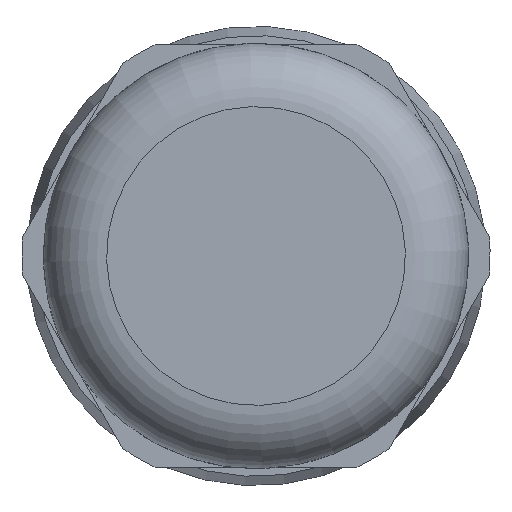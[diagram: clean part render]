
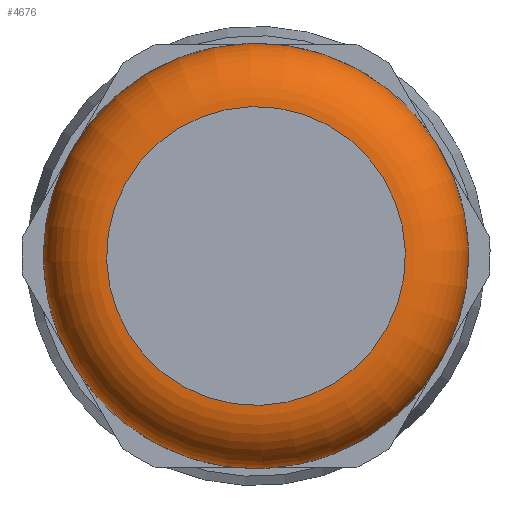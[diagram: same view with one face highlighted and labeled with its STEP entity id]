
A CAD part, left-side view. The second image highlights one B-rep face of the part: STEP entity #4676.
In plain terms, the highlighted toroidal (fillet/blend) face has major radius 6 mm and minor radius 2.535 mm.
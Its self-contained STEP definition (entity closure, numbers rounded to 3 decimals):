
#93=FACE_BOUND('',#973,.T.);
#372=CIRCLE('',#5099,8.535);
#373=CIRCLE('',#5100,6.);
#605=TOROIDAL_SURFACE('',#5098,6.,2.535);
#696=FACE_OUTER_BOUND('',#972,.T.);
#972=EDGE_LOOP('',(#3494));
#973=EDGE_LOOP('',(#3495));
#2107=VERTEX_POINT('',#7720);
#2108=VERTEX_POINT('',#7722);
#2650=EDGE_CURVE('',#2107,#2107,#372,.T.);
#2651=EDGE_CURVE('',#2108,#2108,#373,.T.);
#3494=ORIENTED_EDGE('',*,*,#2650,.F.);
#3495=ORIENTED_EDGE('',*,*,#2651,.T.);
#4676=ADVANCED_FACE('',(#696,#93),#605,.T.);
#5098=AXIS2_PLACEMENT_3D('',#7719,#6002,#6003);
#5099=AXIS2_PLACEMENT_3D('',#7721,#6004,#6005);
#5100=AXIS2_PLACEMENT_3D('',#7723,#6006,#6007);
#6002=DIRECTION('center_axis',(1.,0.,0.));
#6003=DIRECTION('ref_axis',(0.,0.,-1.));
#6004=DIRECTION('center_axis',(1.,0.,0.));
#6005=DIRECTION('ref_axis',(0.,0.,-1.));
#6006=DIRECTION('center_axis',(1.,0.,0.));
#6007=DIRECTION('ref_axis',(0.,0.,-1.));
#7719=CARTESIAN_POINT('Origin',(-1.575,0.,
0.));
#7720=CARTESIAN_POINT('',(-1.575,8.535,0.));
#7721=CARTESIAN_POINT('Origin',(-1.575,0.,
0.));
#7722=CARTESIAN_POINT('',(-4.11,6.,0.));
#7723=CARTESIAN_POINT('Origin',(-4.11,0.,
0.));
